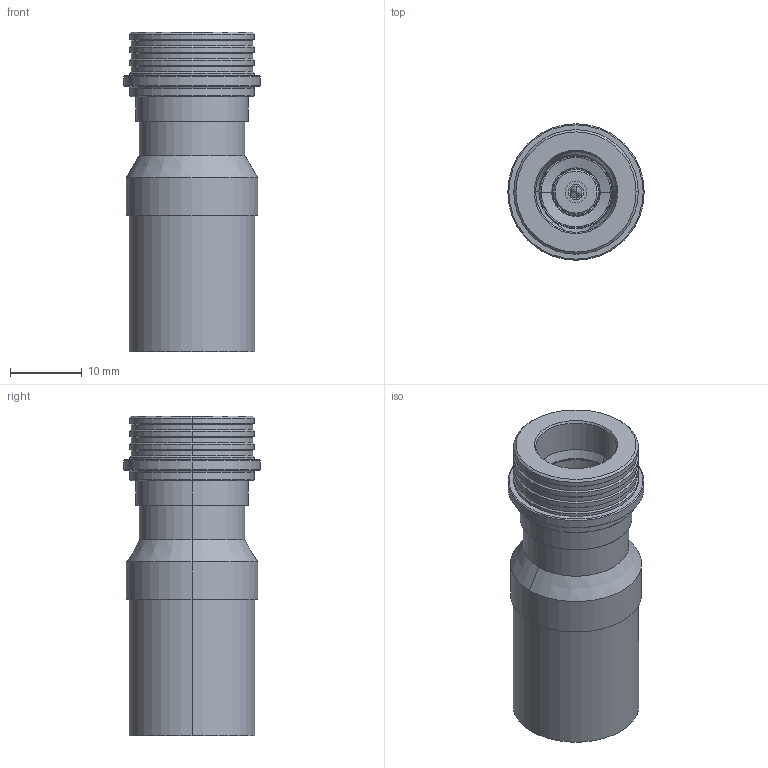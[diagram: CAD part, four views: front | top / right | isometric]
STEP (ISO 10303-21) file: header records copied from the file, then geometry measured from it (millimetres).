
FILE_DESCRIPTION (( 'STEP AP203' ), '1' );
FILE_NAME ('R164.080.030B.STEP', '2015-04-13T07:17:54', ( '' ), ( '' ), 'SwSTEP 2.0', 'SolidWorks 2014', '' );
FILE_SCHEMA (( 'CONFIG_CONTROL_DESIGN' ));
Length unit declared in the file: metre
Products named in the file (1): R164.080.030B
Bounding box: 18.95 x 18.95 x 44.47 mm (x, y, z)
Volume: 8971.8 mm3; surface area: 3905.3 mm2
Topology: 2 solids, 2 shells, 170 faces, 349 edges, 203 vertices
Faces by surface type: cylinder 69, cone 46, plane 31, torus 24
Entity records: 4560 total; most frequent: DIRECTION 903, CARTESIAN_POINT 741, ORIENTED_EDGE 698, AXIS2_PLACEMENT_3D 389, EDGE_CURVE 349, CIRCLE 218, VERTEX_POINT 203, EDGE_LOOP 192
